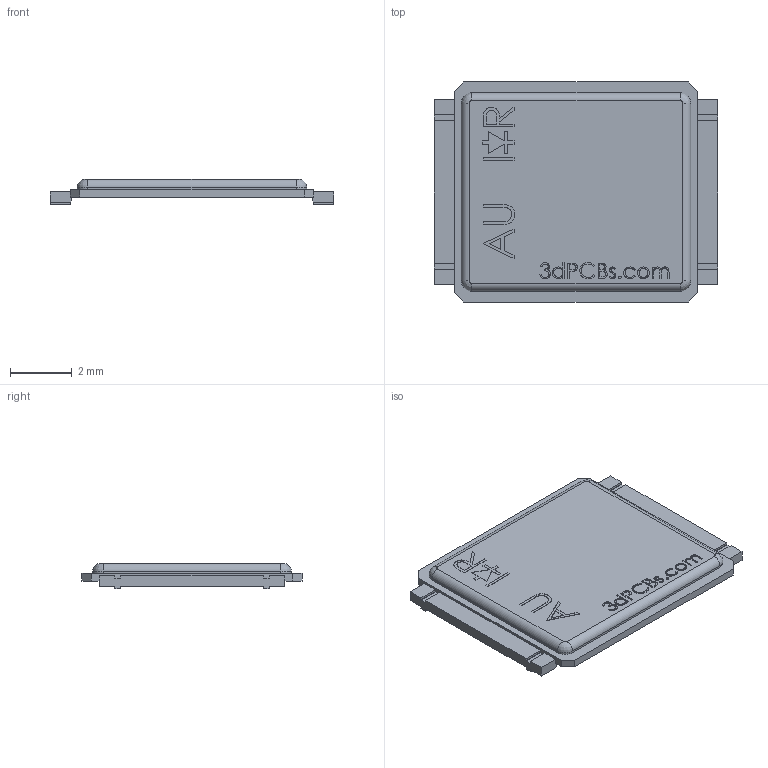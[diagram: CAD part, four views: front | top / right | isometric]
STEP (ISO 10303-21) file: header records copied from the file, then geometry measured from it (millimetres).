
FILE_DESCRIPTION(('FreeCAD Model'),'2;1');
FILE_NAME('DIRECTFET.step', '2019-10-01T17:38:08',(''),(''),'Open CASCADE STEP processor 7.3', 'FreeCAD','Unknown');
FILE_SCHEMA(('AUTOMOTIVE_DESIGN { 1 0 10303 214 1 1 1 1 }'));
Length unit declared in the file: millimetre
Products named in the file (1): DirectFET
Bounding box: 9.15 x 7.1 x 0.83 mm (x, y, z)
Volume: 18.4 mm3; surface area: 152.8 mm2
Topology: 1 solids, 1 shells, 327 faces, 879 edges, 574 vertices
Faces by surface type: plane 182, bspline 109, cylinder 32, revolution 4
Entity records: 15404 total; most frequent: CARTESIAN_POINT 7930, ORIENTED_EDGE 1750, DIRECTION 1151, EDGE_CURVE 875, LINE 597, VECTOR 597, VERTEX_POINT 574, FACE_BOUND 351
